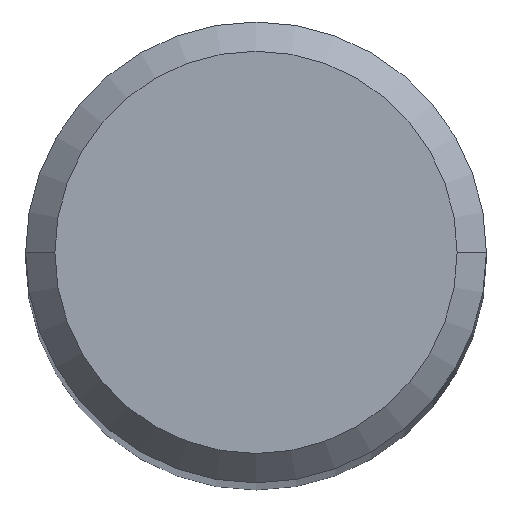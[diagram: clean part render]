
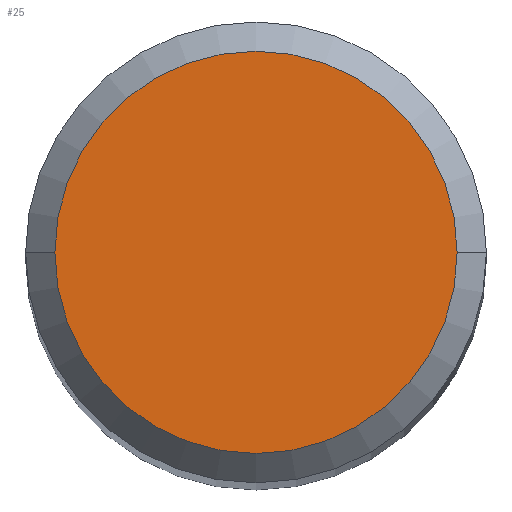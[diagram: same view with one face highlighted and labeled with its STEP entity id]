
A CAD part, top view. The second image highlights one B-rep face of the part: STEP entity #25.
In plain terms, the highlighted planar face has unit normal (0, 0, 1).
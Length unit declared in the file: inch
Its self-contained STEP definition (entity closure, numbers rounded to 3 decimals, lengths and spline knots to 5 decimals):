
#17 = CARTESIAN_POINT ( 'NONE',  ( -0.10311, 0., 2.24409 ) ) ;
#21 = DIRECTION ( 'NONE',  ( 1., 0., 0. ) ) ;
#25 = ADVANCED_FACE ( 'NONE', ( #60 ), #93, .T. ) ;
#41 = CARTESIAN_POINT ( 'NONE',  ( 0.10311, 0., 2.24409 ) ) ;
#60 = FACE_OUTER_BOUND ( 'NONE', #319, .T. ) ;
#62 = CARTESIAN_POINT ( 'NONE',  ( 0., 0., 2.24409 ) ) ;
#68 = DIRECTION ( 'NONE',  ( 1., 0., 0. ) ) ;
#71 = EDGE_CURVE ( 'NONE', #96, #260, #141, .T. ) ;
#80 = CARTESIAN_POINT ( 'NONE',  ( 0., 0., 2.24409 ) ) ;
#93 = PLANE ( 'NONE',  #127 ) ;
#96 = VERTEX_POINT ( 'NONE', #17 ) ;
#119 = DIRECTION ( 'NONE',  ( 1., 0., 0. ) ) ;
#127 = AXIS2_PLACEMENT_3D ( 'NONE', #62, #304, #68 ) ;
#129 = AXIS2_PLACEMENT_3D ( 'NONE', #80, #277, #21 ) ;
#141 = CIRCLE ( 'NONE', #177, 0.10311 ) ;
#154 = EDGE_CURVE ( 'NONE', #260, #96, #253, .T. ) ;
#177 = AXIS2_PLACEMENT_3D ( 'NONE', #368, #299, #119 ) ;
#218 = ORIENTED_EDGE ( 'NONE', *, *, #71, .T. ) ;
#253 = CIRCLE ( 'NONE', #129, 0.10311 ) ;
#260 = VERTEX_POINT ( 'NONE', #41 ) ;
#277 = DIRECTION ( 'NONE',  ( 0., 0., 1. ) ) ;
#289 = ORIENTED_EDGE ( 'NONE', *, *, #154, .T. ) ;
#299 = DIRECTION ( 'NONE',  ( 0., 0., 1. ) ) ;
#304 = DIRECTION ( 'NONE',  ( 0., 0., 1. ) ) ;
#319 = EDGE_LOOP ( 'NONE', ( #218, #289 ) ) ;
#368 = CARTESIAN_POINT ( 'NONE',  ( 0., 0., 2.24409 ) ) ;
